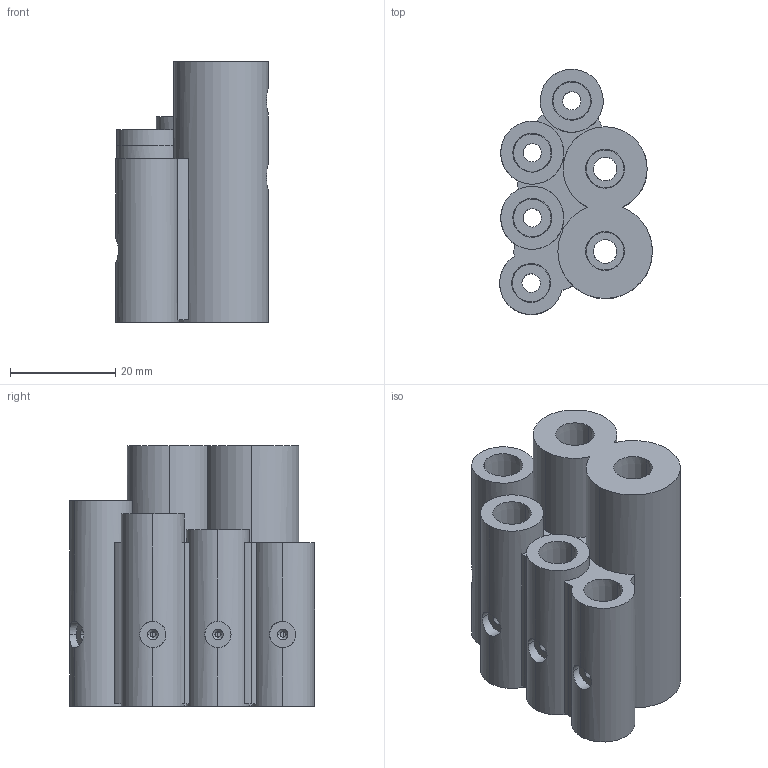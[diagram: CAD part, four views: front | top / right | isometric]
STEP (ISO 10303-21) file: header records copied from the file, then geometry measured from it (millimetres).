
FILE_DESCRIPTION(('STEP AP214'),'1');
FILE_NAME('allMicWCaverns.stp','2024-10-15T21:04:04',(' '),(' '),'Spatial InterOp 3D',' ',' ');
FILE_SCHEMA(('AUTOMOTIVE_DESIGN { 1 0 10303 214 1 1 1 1 }'));
Length unit declared in the file: metre
Products named in the file (1): Solid
Bounding box: 29.09 x 46.68 x 49.68 mm (x, y, z)
Volume: 32652.8 mm3; surface area: 13360.1 mm2
Topology: 1 solids, 1 shells, 180 faces, 470 edges, 304 vertices
Faces by surface type: cylinder 71, cone 40, plane 39, torus 24, bspline 6
Entity records: 10873 total; most frequent: CARTESIAN_POINT 6307, DIRECTION 990, ORIENTED_EDGE 940, EDGE_CURVE 470, AXIS2_PLACEMENT_3D 427, VERTEX_POINT 304, CIRCLE 252, EDGE_LOOP 220
